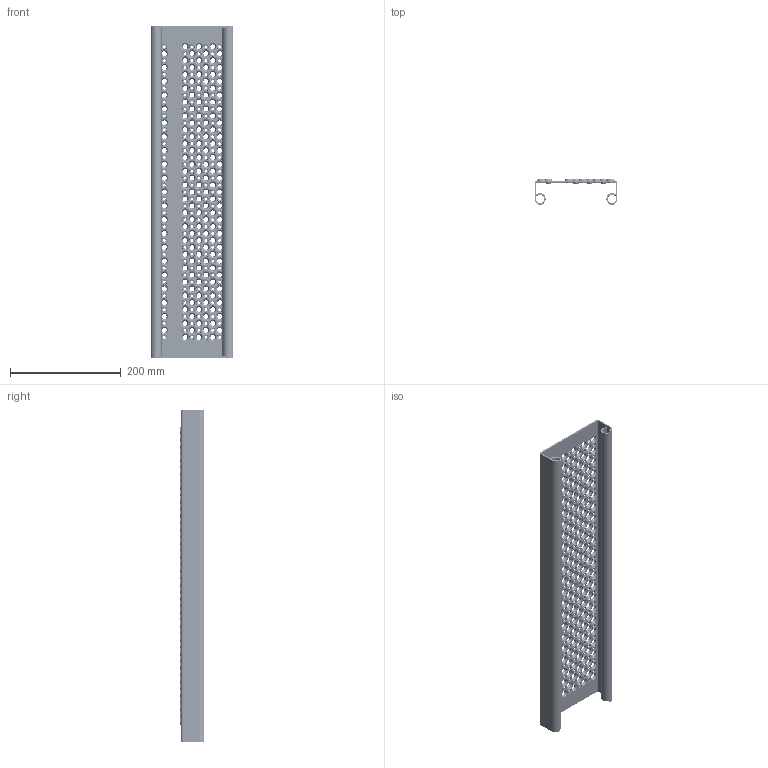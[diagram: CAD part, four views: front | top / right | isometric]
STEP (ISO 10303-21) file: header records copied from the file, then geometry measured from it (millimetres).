
FILE_DESCRIPTION (( 'STEP AP214' ), '1' );
FILE_NAME ('Optimo-Tread-plank-achil-visual-O2-600x150x45x2,5-alu-C211006100.STEP', '2021-08-11T09:47:24', ( '' ), ( '' ), 'SwSTEP 2.0', 'SolidWorks 2021', '' );
FILE_SCHEMA (( 'AUTOMOTIVE_DESIGN' ));
Products named in the file (1): Optimo-Tread-plank-achil-visual-O2-600x150x45x2,5-alu-C211006100
Bounding box: 150 x 45.18 x 600 mm (x, y, z)
Volume: 448226.7 mm3; surface area: 388208.8 mm2
Topology: 1 solids, 1 shells, 6051 faces, 15791 edges, 8972 vertices
Faces by surface type: cone 2322, torus 1548, plane 1293, cylinder 884, bspline 4
Entity records: 193589 total; most frequent: DIRECTION 38969, CARTESIAN_POINT 37468, ORIENTED_EDGE 31582, AXIS2_PLACEMENT_3D 18203, EDGE_CURVE 15791, CIRCLE 12155, VERTEX_POINT 8972, EDGE_LOOP 6055
